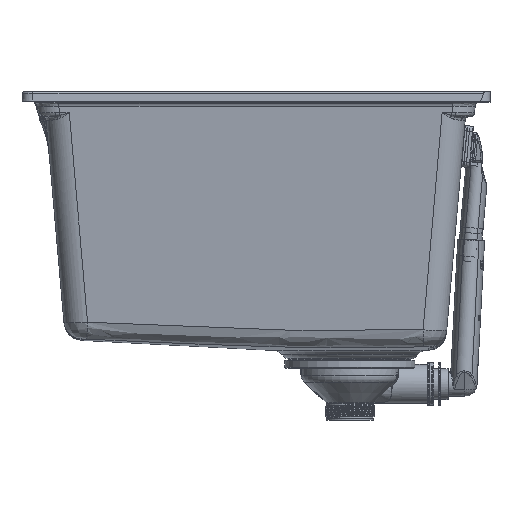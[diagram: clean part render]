
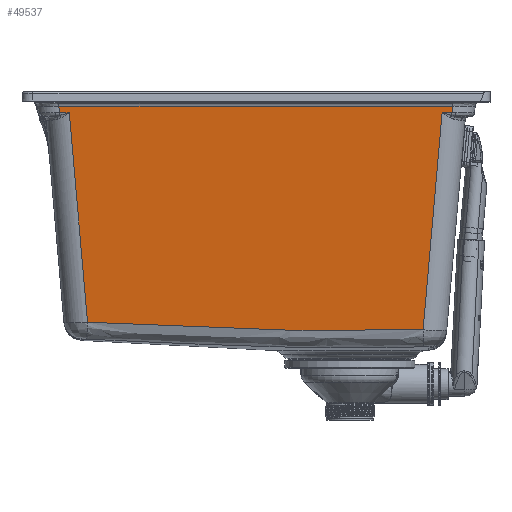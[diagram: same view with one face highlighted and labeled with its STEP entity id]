
A CAD part, front view. The second image highlights one B-rep face of the part: STEP entity #49537.
In plain terms, the highlighted planar face has unit normal (0, -0.996, -0.087).
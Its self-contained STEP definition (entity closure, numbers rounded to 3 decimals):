
#2187=B_SPLINE_CURVE_WITH_KNOTS('',3,(#100859,#100860,#100861,#100862,#100863,
#100864,#100865,#100866),.UNSPECIFIED.,.F.,.F.,(4,1,1,1,1,4),(0.,4.644,
9.289,13.933,23.222,32.51),
 .UNSPECIFIED.);
#7705=FACE_OUTER_BOUND('',#10541,.T.);
#10541=EDGE_LOOP('',(#44534,#44535,#44536,#44537,#44538,#44539,#44540,#44541));
#14120=LINE('',#98452,#17662);
#14164=LINE('',#100256,#17706);
#14171=LINE('',#100853,#17713);
#14172=LINE('',#100855,#17714);
#14173=LINE('',#100857,#17715);
#14174=LINE('',#100867,#17716);
#14175=LINE('',#100868,#17717);
#17662=VECTOR('',#67261,10.);
#17706=VECTOR('',#67489,10.);
#17713=VECTOR('',#67582,10.);
#17714=VECTOR('',#67585,10.);
#17715=VECTOR('',#67586,10.);
#17716=VECTOR('',#67587,10.);
#17717=VECTOR('',#67588,10.);
#22382=VERTEX_POINT('',#98446);
#22383=VERTEX_POINT('',#98450);
#22482=VERTEX_POINT('',#100163);
#22486=VERTEX_POINT('',#100252);
#22489=VERTEX_POINT('',#100284);
#22518=VERTEX_POINT('',#100849);
#22519=VERTEX_POINT('',#100856);
#22520=VERTEX_POINT('',#100858);
#29668=EDGE_CURVE('',#22383,#22382,#14120,.T.);
#29840=EDGE_CURVE('',#22482,#22486,#14164,.T.);
#29903=EDGE_CURVE('',#22518,#22489,#14171,.T.);
#29904=EDGE_CURVE('',#22383,#22486,#14172,.T.);
#29905=EDGE_CURVE('',#22482,#22519,#14173,.T.);
#29906=EDGE_CURVE('',#22520,#22519,#2187,.T.);
#29907=EDGE_CURVE('',#22489,#22520,#14174,.T.);
#29908=EDGE_CURVE('',#22518,#22382,#14175,.T.);
#44534=ORIENTED_EDGE('',*,*,#29668,.F.);
#44535=ORIENTED_EDGE('',*,*,#29904,.T.);
#44536=ORIENTED_EDGE('',*,*,#29840,.F.);
#44537=ORIENTED_EDGE('',*,*,#29905,.T.);
#44538=ORIENTED_EDGE('',*,*,#29906,.F.);
#44539=ORIENTED_EDGE('',*,*,#29907,.F.);
#44540=ORIENTED_EDGE('',*,*,#29903,.F.);
#44541=ORIENTED_EDGE('',*,*,#29908,.T.);
#46974=PLANE('',#54439);
#49537=ADVANCED_FACE('',(#7705),#46974,.T.);
#54439=AXIS2_PLACEMENT_3D('',#100854,#67583,#67584);
#67261=DIRECTION('',(1.,0.,0.));
#67489=DIRECTION('',(-1.,0.,0.));
#67582=DIRECTION('',(-1.,0.,0.));
#67583=DIRECTION('center_axis',(0.,-0.996,
-0.087));
#67584=DIRECTION('ref_axis',(-1.,0.,0.));
#67585=DIRECTION('',(0.087,0.087,-0.992));
#67586=DIRECTION('',(0.087,0.087,-0.992));
#67587=DIRECTION('',(-0.087,0.087,-0.992));
#67588=DIRECTION('',(0.087,-0.087,0.992));
#98446=CARTESIAN_POINT('',(186.036,-379.992,-14.108));
#98450=CARTESIAN_POINT('',(-195.116,-379.992,-14.108));
#98452=CARTESIAN_POINT('',(114.01,-379.992,-14.108));
#100163=CARTESIAN_POINT('',(-185.074,-379.446,-20.349));
#100252=CARTESIAN_POINT('',(-194.57,-379.446,-20.349));
#100256=CARTESIAN_POINT('',(-1.665,-379.446,-20.349));
#100284=CARTESIAN_POINT('',(175.994,-379.446,-20.349));
#100849=CARTESIAN_POINT('',(185.49,-379.446,-20.349));
#100853=CARTESIAN_POINT('',(190.785,-379.446,-20.349));
#100854=CARTESIAN_POINT('Origin',(193.66,-381.173,-0.61));
#100855=CARTESIAN_POINT('',(-194.884,-379.76,-16.767));
#100856=CARTESIAN_POINT('',(-167.33,-361.702,-223.164));
#100857=CARTESIAN_POINT('',(-185.427,-379.799,-16.315));
#100858=CARTESIAN_POINT('',(157.602,-361.055,-230.567));
#100859=CARTESIAN_POINT('Ctrl Pts',(157.602,-361.055,
-230.567));
#100860=CARTESIAN_POINT('Ctrl Pts',(142.126,-361.019,
-230.978));
#100861=CARTESIAN_POINT('Ctrl Pts',(111.169,-360.964,
-231.601));
#100862=CARTESIAN_POINT('Ctrl Pts',(64.723,-360.961,
-231.636));
#100863=CARTESIAN_POINT('Ctrl Pts',(2.807,-361.067,
-230.428));
#100864=CARTESIAN_POINT('Ctrl Pts',(-74.544,-361.326,
-227.463));
#100865=CARTESIAN_POINT('Ctrl Pts',(-136.403,-361.574,
-224.629));
#100866=CARTESIAN_POINT('Ctrl Pts',(-167.33,-361.702,
-223.164));
#100867=CARTESIAN_POINT('',(176.693,-380.146,-12.351));
#100868=CARTESIAN_POINT('',(184.476,-378.433,-31.933));
